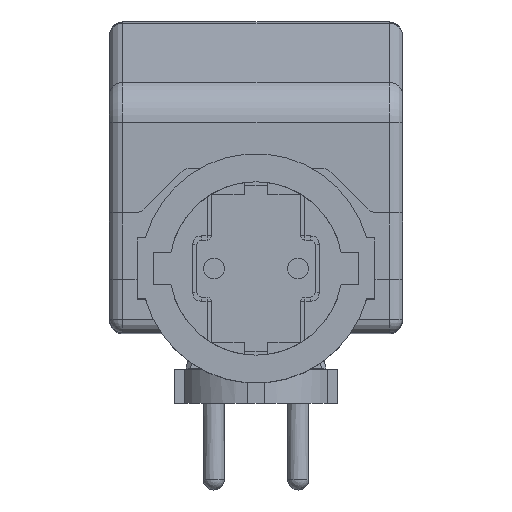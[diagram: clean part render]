
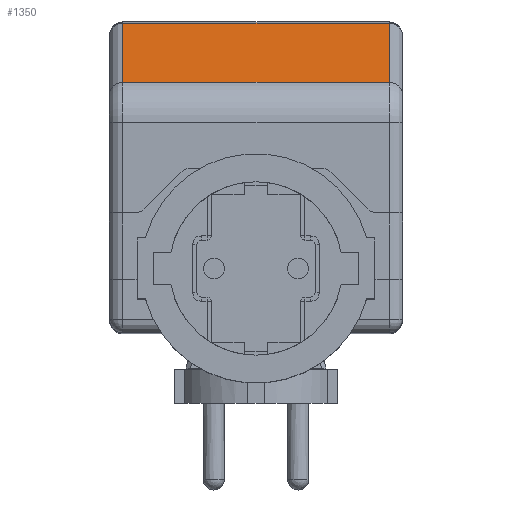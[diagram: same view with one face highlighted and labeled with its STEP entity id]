
A CAD part, top view. The second image highlights one B-rep face of the part: STEP entity #1350.
In plain terms, the highlighted planar face has unit normal (0, 0.906, 0.423).
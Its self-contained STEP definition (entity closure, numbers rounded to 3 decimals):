
#401 = CARTESIAN_POINT ( 'NONE',  ( -30., 58.719, 26.103 ) ) ;
#491 = LINE ( 'NONE', #2818, #6863 ) ;
#537 = DIRECTION ( 'NONE',  ( 0., -0.906, -0.423 ) ) ;
#718 = AXIS2_PLACEMENT_3D ( 'NONE', #5873, #537, #7449 ) ;
#1350 = ADVANCED_FACE ( 'Defeature ausgef�hrt2_114', ( #7350 ), #5949, .F. ) ;
#1494 = VERTEX_POINT ( 'NONE', #8177 ) ;
#1969 = CARTESIAN_POINT ( 'NONE',  ( -30., 59., 25.5 ) ) ;
#2131 = VECTOR ( 'NONE', #4621, 1000. ) ;
#2235 = CARTESIAN_POINT ( 'NONE',  ( 30., 59., 25.5 ) ) ;
#2818 = CARTESIAN_POINT ( 'NONE',  ( 30., 45.372, 54.726 ) ) ;
#3706 = ORIENTED_EDGE ( 'NONE', *, *, #5116, .T. ) ;
#4126 = LINE ( 'NONE', #1969, #8786 ) ;
#4156 = LINE ( 'NONE', #2235, #2131 ) ;
#4621 = DIRECTION ( 'NONE',  ( 0., 0.423, -0.906 ) ) ;
#4885 = ORIENTED_EDGE ( 'NONE', *, *, #7277, .T. ) ;
#4977 = VECTOR ( 'NONE', #7370, 1000. ) ;
#4996 = DIRECTION ( 'NONE',  ( 0., -0.423, 0.906 ) ) ;
#5116 = EDGE_CURVE ( 'Defeature ausgef�hrt2_114+Defeature ausgef�hrt2_116+Defeature ausgef�hrt2_115+Defeature ausgef�hrt2_117', #9703, #5152, #7013, .T. ) ;
#5132 = EDGE_CURVE ( 'Defeature ausgef�hrt2_114+Defeature ausgef�hrt2_117+Defeature ausgef�hrt2_116+Defeature ausgef�hrt2_126', #5152, #1494, #4126, .T. ) ;
#5152 = VERTEX_POINT ( 'NONE', #401 ) ;
#5311 = EDGE_LOOP ( 'NONE', ( #5430, #4885, #6839, #3706 ) ) ;
#5417 = VERTEX_POINT ( 'NONE', #7391 ) ;
#5430 = ORIENTED_EDGE ( 'NONE', *, *, #5132, .T. ) ;
#5873 = CARTESIAN_POINT ( 'NONE',  ( -33., 59., 25.5 ) ) ;
#5949 = PLANE ( 'NONE',  #718 ) ;
#6839 = ORIENTED_EDGE ( 'NONE', *, *, #8775, .T. ) ;
#6863 = VECTOR ( 'NONE', #9665, 1000. ) ;
#7013 = LINE ( 'NONE', #9551, #4977 ) ;
#7277 = EDGE_CURVE ( 'Defeature ausgef�hrt2_114+Defeature ausgef�hrt2_126+Defeature ausgef�hrt2_117+Defeature ausgef�hrt2_115', #1494, #5417, #491, .T. ) ;
#7350 = FACE_OUTER_BOUND ( 'NONE', #5311, .T. ) ;
#7370 = DIRECTION ( 'NONE',  ( -1., 0., 0. ) ) ;
#7391 = CARTESIAN_POINT ( 'NONE',  ( 30., 45.372, 54.726 ) ) ;
#7449 = DIRECTION ( 'NONE',  ( 0., -0.423, 0.906 ) ) ;
#8177 = CARTESIAN_POINT ( 'NONE',  ( -30., 45.372, 54.726 ) ) ;
#8775 = EDGE_CURVE ( 'Defeature ausgef�hrt2_114+Defeature ausgef�hrt2_115+Defeature ausgef�hrt2_126+Defeature ausgef�hrt2_116', #5417, #9703, #4156, .T. ) ;
#8786 = VECTOR ( 'NONE', #4996, 1000. ) ;
#9551 = CARTESIAN_POINT ( 'NONE',  ( -33., 58.719, 26.103 ) ) ;
#9665 = DIRECTION ( 'NONE',  ( 1., 0., 0. ) ) ;
#9684 = CARTESIAN_POINT ( 'NONE',  ( 30., 58.719, 26.103 ) ) ;
#9703 = VERTEX_POINT ( 'NONE', #9684 ) ;
